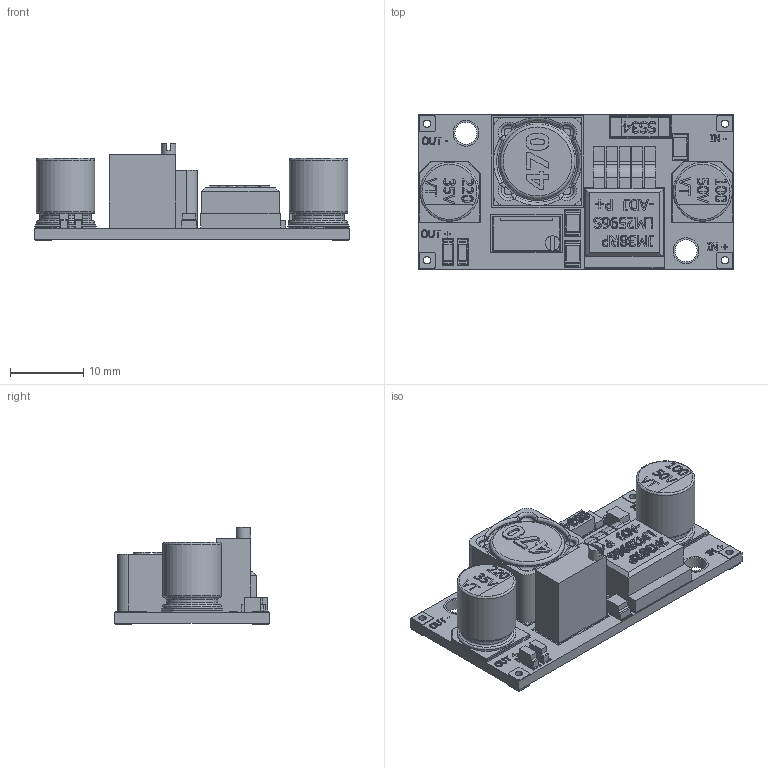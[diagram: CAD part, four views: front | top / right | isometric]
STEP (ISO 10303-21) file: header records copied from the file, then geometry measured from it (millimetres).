
FILE_DESCRIPTION(/* description */ (''),/* implementation_level */ '2;1');
FILE_NAME(/* name */ 'lm2596.stp',/* time_stamp */ '2022-08-03T13:53:43-05:00',/* author */ ('Tecneu'),/* organization */ (''),/* preprocessor_version */ 'ST-DEVELOPER v18.1',/* originating_system */ 'Autodesk Inventor 2021',/* authorisation */ '');
FILE_SCHEMA (('AUTOMOTIVE_DESIGN { 1 0 10303 214 3 1 1 }'));
Length unit declared in the file: millimetre
Products named in the file (1): lm2596
Bounding box: 43 x 21 x 13.35 mm (x, y, z)
Volume: 4443.5 mm3; surface area: 3759.4 mm2
Topology: 1 solids, 1 shells, 1332 faces, 3589 edges, 2371 vertices
Faces by surface type: plane 818, bspline 388, cylinder 90, torus 36
Full cylindrical faces by diameter (mm): 1 x4, 2 x1, 3 x2, 3.5 x2, 7 x2, 8 x4, 10.2 x1
Entity records: 45017 total; most frequent: CARTESIAN_POINT 12353, ORIENTED_EDGE 7178, DIRECTION 5018, EDGE_CURVE 3589, LINE 2514, VECTOR 2514, VERTEX_POINT 2371, EDGE_LOOP 1466
